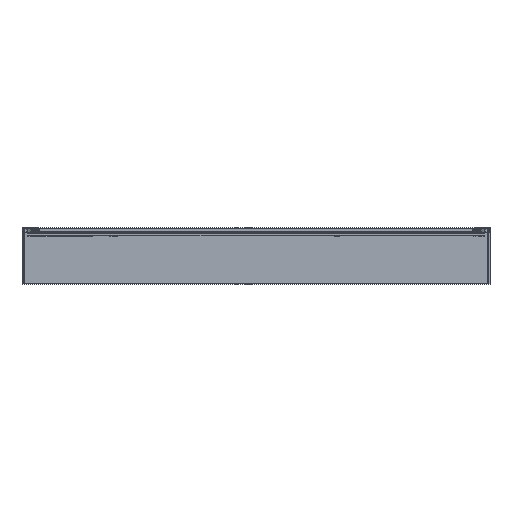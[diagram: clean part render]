
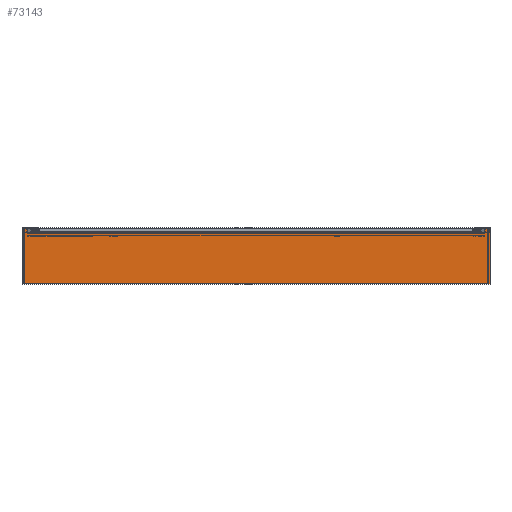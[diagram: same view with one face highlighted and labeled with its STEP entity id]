
A CAD part, front view. The second image highlights one B-rep face of the part: STEP entity #73143.
In plain terms, the highlighted free-form (B-spline) face has degree [1, 1] with [2, 2] control points.
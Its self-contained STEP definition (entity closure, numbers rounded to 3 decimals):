
#72638 = VERTEX_POINT('',#72639);
#72639 = CARTESIAN_POINT('',(-2164.662,4185.217,
    -57.564));
#72645 = EDGE_CURVE('',#72646,#72638,#72648,.T.);
#72646 = VERTEX_POINT('',#72647);
#72647 = CARTESIAN_POINT('',(2164.689,4185.217,
    -57.564));
#72648 = B_SPLINE_CURVE_WITH_KNOTS('',1,(#72649,#72650),.UNSPECIFIED.,
  .F.,.F.,(2,2),(-2183.666,704.116),
  .PIECEWISE_BEZIER_KNOTS.);
#72649 = CARTESIAN_POINT('',(2164.689,4185.217,
    -57.564));
#72650 = CARTESIAN_POINT('',(-2164.662,4185.217,
    -57.564));
#72804 = EDGE_CURVE('',#72805,#72646,#72807,.T.);
#72805 = VERTEX_POINT('',#72806);
#72806 = CARTESIAN_POINT('',(2164.689,4185.217,
    -8.531));
#72807 = B_SPLINE_CURVE_WITH_KNOTS('',1,(#72808,#72809),.UNSPECIFIED.,
  .F.,.F.,(2,2),(-94.231,-61.525),
  .PIECEWISE_BEZIER_KNOTS.);
#72808 = CARTESIAN_POINT('',(2164.689,4185.217,
    -8.531));
#72809 = CARTESIAN_POINT('',(2164.689,4185.217,
    -57.564));
#72827 = EDGE_CURVE('',#72828,#72805,#72830,.T.);
#72828 = VERTEX_POINT('',#72829);
#72829 = CARTESIAN_POINT('',(-2164.662,4185.217,
    -8.531));
#72830 = B_SPLINE_CURVE_WITH_KNOTS('',1,(#72831,#72832),.UNSPECIFIED.,
  .F.,.F.,(2,2),(-704.116,2183.666),
  .PIECEWISE_BEZIER_KNOTS.);
#72831 = CARTESIAN_POINT('',(-2164.662,4185.217,
    -8.531));
#72832 = CARTESIAN_POINT('',(2164.689,4185.217,
    -8.531));
#72850 = EDGE_CURVE('',#72638,#72828,#72851,.T.);
#72851 = B_SPLINE_CURVE_WITH_KNOTS('',1,(#72852,#72853),.UNSPECIFIED.,
  .F.,.F.,(2,2),(61.525,94.231),
  .PIECEWISE_BEZIER_KNOTS.);
#72852 = CARTESIAN_POINT('',(-2164.662,4185.217,
    -57.564));
#72853 = CARTESIAN_POINT('',(-2164.662,4185.217,
    -8.531));
#73000 = VERTEX_POINT('',#73001);
#73001 = CARTESIAN_POINT('',(-2218.122,4185.217,
    0.));
#73014 = VERTEX_POINT('',#73015);
#73015 = CARTESIAN_POINT('',(-2218.122,4185.217,
    -533.114));
#73020 = EDGE_CURVE('',#73000,#73014,#73021,.T.);
#73021 = B_SPLINE_CURVE_WITH_KNOTS('',1,(#73022,#73023),.UNSPECIFIED.,
  .F.,.F.,(2,2),(0.,355.6),.PIECEWISE_BEZIER_KNOTS.);
#73022 = CARTESIAN_POINT('',(-2218.122,4185.217,
    0.));
#73023 = CARTESIAN_POINT('',(-2218.122,4185.217,
    -533.114));
#73073 = VERTEX_POINT('',#73074);
#73074 = CARTESIAN_POINT('',(2218.149,4185.217,
    0.));
#73079 = EDGE_CURVE('',#73080,#73073,#73082,.T.);
#73080 = VERTEX_POINT('',#73081);
#73081 = CARTESIAN_POINT('',(2218.149,4185.217,
    -533.114));
#73082 = B_SPLINE_CURVE_WITH_KNOTS('',1,(#73083,#73084),.UNSPECIFIED.,
  .F.,.F.,(2,2),(-355.6,0.),.PIECEWISE_BEZIER_KNOTS.);
#73083 = CARTESIAN_POINT('',(2218.149,4185.217,
    -533.114));
#73084 = CARTESIAN_POINT('',(2218.149,4185.217,
    0.));
#73134 = EDGE_CURVE('',#73000,#73073,#73135,.T.);
#73135 = B_SPLINE_CURVE_WITH_KNOTS('',1,(#73136,#73137),.UNSPECIFIED.,
  .F.,.F.,(2,2),(0.,2959.1),.PIECEWISE_BEZIER_KNOTS.);
#73136 = CARTESIAN_POINT('',(-2218.122,4185.217,
    0.));
#73137 = CARTESIAN_POINT('',(2218.149,4185.217,
    0.));
#73143 = ADVANCED_FACE('',(#73144,#73150),#73160,.T.);
#73144 = FACE_BOUND('',#73145,.T.);
#73145 = EDGE_LOOP('',(#73146,#73147,#73148,#73149));
#73146 = ORIENTED_EDGE('',*,*,#72827,.T.);
#73147 = ORIENTED_EDGE('',*,*,#72804,.T.);
#73148 = ORIENTED_EDGE('',*,*,#72645,.T.);
#73149 = ORIENTED_EDGE('',*,*,#72850,.T.);
#73150 = FACE_BOUND('',#73151,.T.);
#73151 = EDGE_LOOP('',(#73152,#73153,#73154,#73155));
#73152 = ORIENTED_EDGE('',*,*,#73079,.T.);
#73153 = ORIENTED_EDGE('',*,*,#73134,.F.);
#73154 = ORIENTED_EDGE('',*,*,#73020,.T.);
#73155 = ORIENTED_EDGE('',*,*,#73156,.T.);
#73156 = EDGE_CURVE('',#73014,#73080,#73157,.T.);
#73157 = B_SPLINE_CURVE_WITH_KNOTS('',1,(#73158,#73159),.UNSPECIFIED.,
  .F.,.F.,(2,2),(0.,2959.1),.PIECEWISE_BEZIER_KNOTS.);
#73158 = CARTESIAN_POINT('',(-2218.122,4185.217,
    -533.114));
#73159 = CARTESIAN_POINT('',(2218.149,4185.217,
    -533.114));
#73160 = B_SPLINE_SURFACE_WITH_KNOTS('',1,1,(
    (#73161,#73162)
    ,(#73163,#73164
    )),.UNSPECIFIED.,.F.,.F.,.F.,(2,2),(2,2),(-177.8,177.8),(-2959.1
    ,0.),.PIECEWISE_BEZIER_KNOTS.);
#73161 = CARTESIAN_POINT('',(2218.149,4185.217,
    -533.114));
#73162 = CARTESIAN_POINT('',(-2218.122,4185.217,
    -533.114));
#73163 = CARTESIAN_POINT('',(2218.149,4185.217,
    0.));
#73164 = CARTESIAN_POINT('',(-2218.122,4185.217,
    0.));
